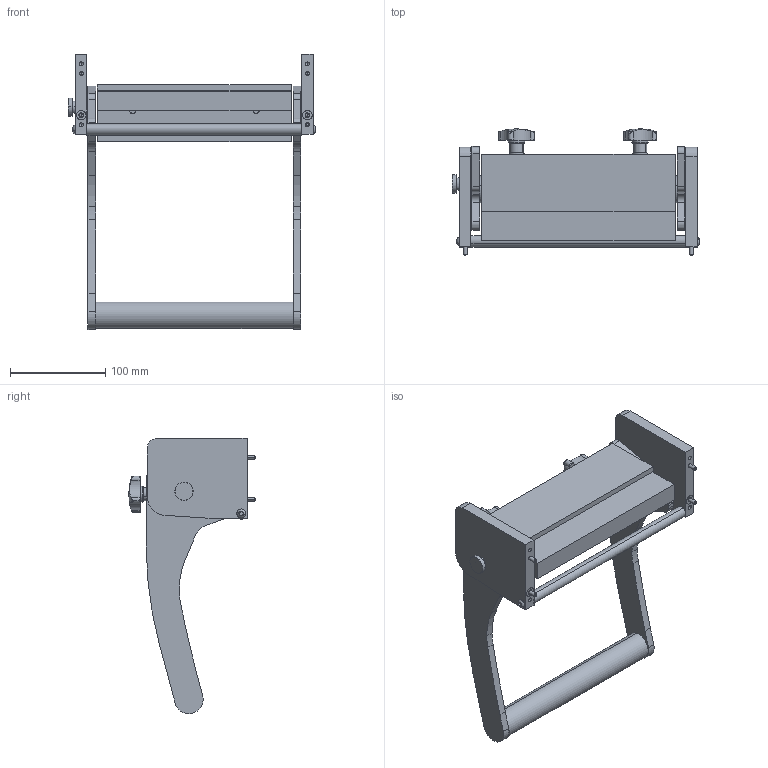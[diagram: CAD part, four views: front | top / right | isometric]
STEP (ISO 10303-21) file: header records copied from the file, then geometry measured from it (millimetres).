
FILE_DESCRIPTION (( 'STEP AP214' ), '1' );
FILE_NAME ('INGUN_44120.STEP', '2024-11-15T14:37:05', ( '' ), ( '' ), 'SwSTEP 2.0', 'SolidWorks 2023', '' );
FILE_SCHEMA (( 'AUTOMOTIVE_DESIGN' ));
Length unit declared in the file: millimetre
Products named in the file (19): 38608~7_S; ISO7380~n_M05,0x020; DIN125~n_08,4 M08,0 Fase; 50858~0_S; 49687~0_S; 38784~1_S; 40891~1_KUNDE<S>; 41362~0_S; DIN988~n_05x10x0,1; 40595~1_KUNDE<S>; 4824~0; INGUN_44120; 40572~2_KUNDE<S>; 40594~2_S; DIN6325~n_04,0m6x020; 39399~5_KUNDE<S>; DIN912~n_M06,0x016; DIN6325~n_04,0m6x014; 17281~0_S
Assembly tree (29 placements, depth 3):
  INGUN_44120
    40572~2_KUNDE<S>
    50858~0_S
      DIN912~n_M06,0x016
      4824~0
    40595~1_KUNDE<S>
    40891~1_KUNDE<S>  x2
    38784~1_S
    40594~2_S
    38608~7_S
    39399~5_KUNDE<S>
    17281~0_S
    41362~0_S  x2
    DIN125~n_08,4 M08,0 Fase  x2
    DIN6325~n_04,0m6x020  x4
    DIN6325~n_04,0m6x014  x4
    DIN988~n_05x10x0,1  x2
    ISO7380~n_M05,0x020  x2
    49687~0_S
Bounding box: 260.45 x 133.01 x 289.58 mm (x, y, z)
Volume: 956423.6 mm3; surface area: 278568.9 mm2
Topology: 28 solids, 28 shells, 494 faces, 1172 edges, 742 vertices
Faces by surface type: cylinder 190, plane 154, cone 76, sphere 32, bspline 30, torus 12
Entity records: 11514 total; most frequent: CARTESIAN_POINT 2653, DIRECTION 1854, ORIENTED_EDGE 1608, EDGE_CURVE 804, AXIS2_PLACEMENT_3D 726, VERTEX_POINT 523, EDGE_LOOP 413, LINE 402
